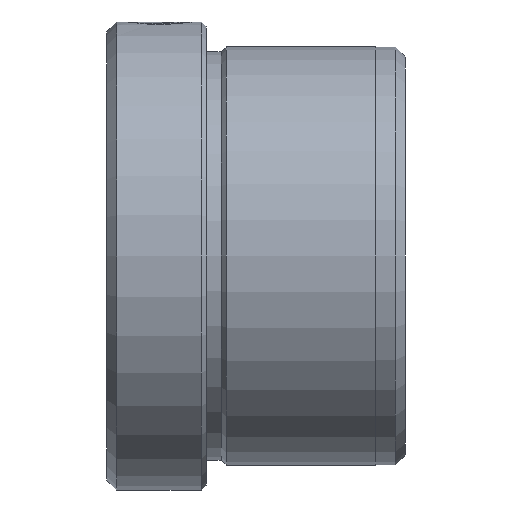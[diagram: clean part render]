
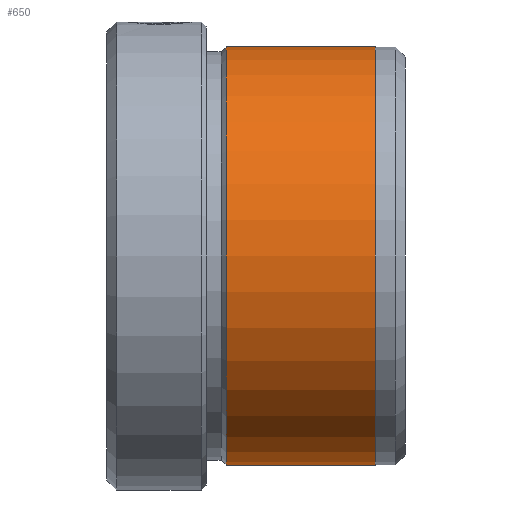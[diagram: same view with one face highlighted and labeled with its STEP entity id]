
A CAD part, left-side view. The second image highlights one B-rep face of the part: STEP entity #650.
In plain terms, the highlighted cylindrical face has radius 21 mm (diameter 42 mm), a partial arc.
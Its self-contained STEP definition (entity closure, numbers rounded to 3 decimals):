
#184 = CARTESIAN_POINT ( 'NONE',  ( 0., -27., 0. ) ) ;
#246 = DIRECTION ( 'NONE',  ( 0., 0., 1. ) ) ;
#334 = DIRECTION ( 'NONE',  ( 0., 0., 1. ) ) ;
#338 = DIRECTION ( 'NONE',  ( 0., 1., 0. ) ) ;
#350 = LINE ( 'NONE', #1267, #1752 ) ;
#352 = VERTEX_POINT ( 'NONE', #1339 ) ;
#376 = ORIENTED_EDGE ( 'NONE', *, *, #920, .T. ) ;
#459 = DIRECTION ( 'NONE',  ( 0., 1., 0. ) ) ;
#477 = VERTEX_POINT ( 'NONE', #1030 ) ;
#483 = AXIS2_PLACEMENT_3D ( 'NONE', #521, #1486, #246 ) ;
#521 = CARTESIAN_POINT ( 'NONE',  ( 0., 0., 0. ) ) ;
#588 = VERTEX_POINT ( 'NONE', #654 ) ;
#650 = ADVANCED_FACE ( 'NONE', ( #1292 ), #1652, .T. ) ;
#654 = CARTESIAN_POINT ( 'NONE',  ( 0., -12., -21. ) ) ;
#668 = LINE ( 'NONE', #1272, #718 ) ;
#718 = VECTOR ( 'NONE', #459, 1000. ) ;
#739 = DIRECTION ( 'NONE',  ( 0., 1., 0. ) ) ;
#794 = AXIS2_PLACEMENT_3D ( 'NONE', #1143, #338, #1286 ) ;
#912 = EDGE_CURVE ( 'NONE', #1664, #588, #350, .T. ) ;
#920 = EDGE_CURVE ( 'NONE', #352, #477, #668, .T. ) ;
#931 = EDGE_CURVE ( 'NONE', #1664, #352, #1345, .T. ) ;
#946 = EDGE_CURVE ( 'NONE', #588, #477, #1301, .T. ) ;
#962 = ORIENTED_EDGE ( 'NONE', *, *, #931, .T. ) ;
#977 = AXIS2_PLACEMENT_3D ( 'NONE', #184, #1137, #334 ) ;
#1030 = CARTESIAN_POINT ( 'NONE',  ( 0., -12., 21. ) ) ;
#1137 = DIRECTION ( 'NONE',  ( 0., 1., 0. ) ) ;
#1143 = CARTESIAN_POINT ( 'NONE',  ( 0., -12., 0. ) ) ;
#1240 = CARTESIAN_POINT ( 'NONE',  ( 0., -27., -21. ) ) ;
#1253 = EDGE_LOOP ( 'NONE', ( #1552, #962, #376, #1317 ) ) ;
#1267 = CARTESIAN_POINT ( 'NONE',  ( 0., 0., -21. ) ) ;
#1272 = CARTESIAN_POINT ( 'NONE',  ( 0., 0., 21. ) ) ;
#1286 = DIRECTION ( 'NONE',  ( 0., 0., 1. ) ) ;
#1292 = FACE_OUTER_BOUND ( 'NONE', #1253, .T. ) ;
#1301 = CIRCLE ( 'NONE', #794, 21. ) ;
#1317 = ORIENTED_EDGE ( 'NONE', *, *, #946, .F. ) ;
#1339 = CARTESIAN_POINT ( 'NONE',  ( 0., -27., 21. ) ) ;
#1345 = CIRCLE ( 'NONE', #977, 21. ) ;
#1486 = DIRECTION ( 'NONE',  ( 0., 1., 0. ) ) ;
#1552 = ORIENTED_EDGE ( 'NONE', *, *, #912, .F. ) ;
#1652 = CYLINDRICAL_SURFACE ( 'NONE', #483, 21. ) ;
#1664 = VERTEX_POINT ( 'NONE', #1240 ) ;
#1752 = VECTOR ( 'NONE', #739, 1000. ) ;
